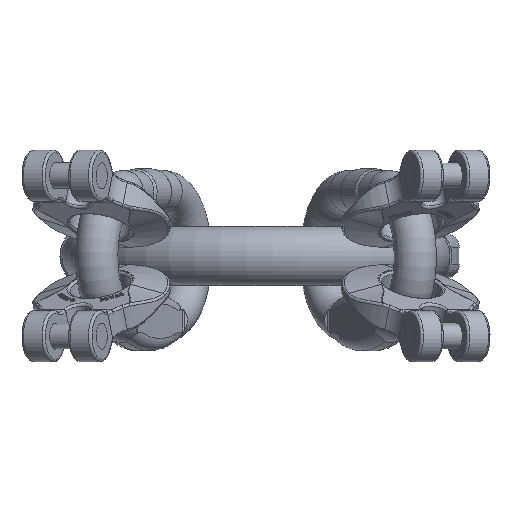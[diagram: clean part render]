
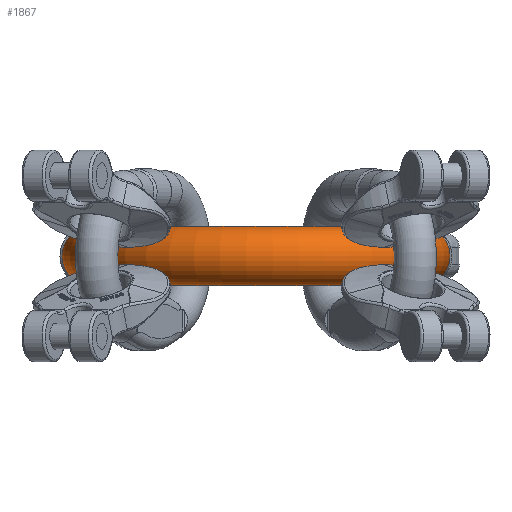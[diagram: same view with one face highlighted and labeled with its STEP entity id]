
A CAD part, front view. The second image highlights one B-rep face of the part: STEP entity #1867.
In plain terms, the highlighted toroidal (fillet/blend) face has major radius 64 mm and minor radius 11.5 mm.
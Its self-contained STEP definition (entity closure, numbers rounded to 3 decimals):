
#1259=TOROIDAL_SURFACE('',#22397,64.,11.5);
#1409=FACE_BOUND('',#4423,.T.);
#1410=FACE_BOUND('',#4424,.T.);
#1867=ADVANCED_FACE('',(#1409,#1410),#1259,.T.);
#4423=EDGE_LOOP('',(#10076));
#4424=EDGE_LOOP('',(#10077));
#8229=CIRCLE('',#22387,11.5);
#8231=CIRCLE('',#22395,11.5);
#10076=ORIENTED_EDGE('',*,*,#17733,.T.);
#10077=ORIENTED_EDGE('',*,*,#17699,.F.);
#15387=VERTEX_POINT('',#31474);
#15421=VERTEX_POINT('',#31684);
#17699=EDGE_CURVE('',#15387,#15387,#8229,.T.);
#17733=EDGE_CURVE('',#15421,#15421,#8231,.T.);
#22387=AXIS2_PLACEMENT_3D('',#31473,#24182,#24183);
#22395=AXIS2_PLACEMENT_3D('',#31683,#24206,#24207);
#22397=AXIS2_PLACEMENT_3D('',#31686,#24210,#24211);
#24182=DIRECTION('',(0.,1.,0.));
#24183=DIRECTION('',(-1.,0.,0.));
#24206=DIRECTION('',(0.,-1.,0.));
#24207=DIRECTION('',(1.,0.,0.));
#24210=DIRECTION('',(0.,0.,1.));
#24211=DIRECTION('',(1.,0.,0.));
#31473=CARTESIAN_POINT('',(-64.,-26.5,0.));
#31474=CARTESIAN_POINT('',(-75.5,-26.5,0.));
#31683=CARTESIAN_POINT('',(64.,-26.5,0.));
#31684=CARTESIAN_POINT('',(75.5,-26.5,0.));
#31686=CARTESIAN_POINT('',(0.,-26.5,0.));
